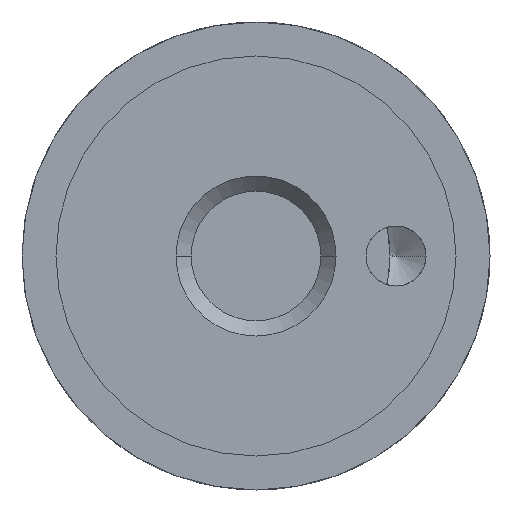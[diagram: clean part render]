
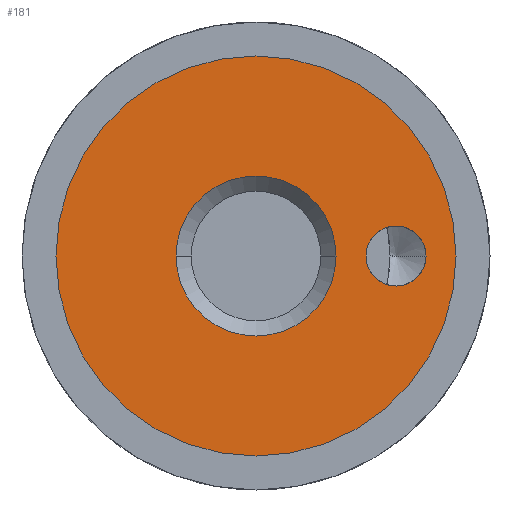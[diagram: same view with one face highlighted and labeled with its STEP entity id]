
A CAD part, front view. The second image highlights one B-rep face of the part: STEP entity #181.
In plain terms, the highlighted planar face has unit normal (0, -1, 0).
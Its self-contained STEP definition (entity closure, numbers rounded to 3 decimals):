
#181=ADVANCED_FACE('',(#390,#391,#392),#393,.T.);
#390=FACE_BOUND('',#652,.T.);
#391=FACE_BOUND('',#653,.T.);
#392=FACE_OUTER_BOUND('',#654,.T.);
#393=PLANE('',#655);
#652=EDGE_LOOP('',(#1046,#1047));
#653=EDGE_LOOP('',(#1048,#1049));
#654=EDGE_LOOP('',(#1050,#1051));
#655=AXIS2_PLACEMENT_3D('',#1052,#1053,#1054);
#1046=ORIENTED_EDGE('',*,*,#1474,.T.);
#1047=ORIENTED_EDGE('',*,*,#1529,.T.);
#1048=ORIENTED_EDGE('',*,*,#1535,.T.);
#1049=ORIENTED_EDGE('',*,*,#1465,.T.);
#1050=ORIENTED_EDGE('',*,*,#1451,.F.);
#1051=ORIENTED_EDGE('',*,*,#1541,.F.);
#1052=CARTESIAN_POINT('',(2.5,0.0,0.0));
#1053=DIRECTION('',(-0.0,-1.0,-0.0));
#1054=DIRECTION('',(-1.0,0.0,0.0));
#1451=EDGE_CURVE('',#1695,#1698,#1699,.T.);
#1465=EDGE_CURVE('',#1714,#1721,#1723,.T.);
#1474=EDGE_CURVE('',#1734,#1736,#1738,.T.);
#1529=EDGE_CURVE('',#1736,#1734,#1817,.T.);
#1535=EDGE_CURVE('',#1721,#1714,#1823,.T.);
#1541=EDGE_CURVE('',#1698,#1695,#1829,.T.);
#1695=VERTEX_POINT('',#2044);
#1698=VERTEX_POINT('',#2048);
#1699=CIRCLE('',#2049,5.0);
#1714=VERTEX_POINT('',#2084);
#1721=VERTEX_POINT('',#2093);
#1723=CIRCLE('',#2096,0.75);
#1734=VERTEX_POINT('',#2109);
#1736=VERTEX_POINT('',#2112);
#1738=CIRCLE('',#2115,2.0);
#1817=CIRCLE('',#2418,2.0);
#1823=CIRCLE('',#2424,0.75);
#1829=CIRCLE('',#2430,5.0);
#2044=CARTESIAN_POINT('',(5.0,0.0,0.0));
#2048=CARTESIAN_POINT('',(-5.0,0.0,0.));
#2049=AXIS2_PLACEMENT_3D('',#3077,#3078,#3079);
#2084=CARTESIAN_POINT('',(2.75,0.0,0.));
#2093=CARTESIAN_POINT('',(4.25,0.,0.));
#2096=AXIS2_PLACEMENT_3D('',#3098,#3099,#3100);
#2109=CARTESIAN_POINT('',(-2.0,0.,0.0));
#2112=CARTESIAN_POINT('',(2.0,0.,0.));
#2115=AXIS2_PLACEMENT_3D('',#3111,#3112,#3113);
#2418=AXIS2_PLACEMENT_3D('',#3159,#3160,#3161);
#2424=AXIS2_PLACEMENT_3D('',#3168,#3169,#3170);
#2430=AXIS2_PLACEMENT_3D('',#3177,#3178,#3179);
#3077=CARTESIAN_POINT('',(0.0,0.0,0.0));
#3078=DIRECTION('',(-0.0,1.0,0.0));
#3079=DIRECTION('',(1.0,0.0,0.0));
#3098=CARTESIAN_POINT('',(3.5,0.0,0.0));
#3099=DIRECTION('',(0.0,1.0,0.0));
#3100=DIRECTION('',(-1.0,0.0,0.0));
#3111=CARTESIAN_POINT('',(0.,0.,0.0));
#3112=DIRECTION('',(0.0,1.0,0.0));
#3113=DIRECTION('',(-1.0,0.0,0.0));
#3159=CARTESIAN_POINT('',(0.,0.,0.0));
#3160=DIRECTION('',(0.0,1.0,0.0));
#3161=DIRECTION('',(-1.0,0.0,0.0));
#3168=CARTESIAN_POINT('',(3.5,0.0,0.0));
#3169=DIRECTION('',(0.0,1.0,0.0));
#3170=DIRECTION('',(-1.0,0.0,0.0));
#3177=CARTESIAN_POINT('',(0.0,0.0,0.0));
#3178=DIRECTION('',(-0.0,1.0,0.0));
#3179=DIRECTION('',(1.0,0.0,0.0));
